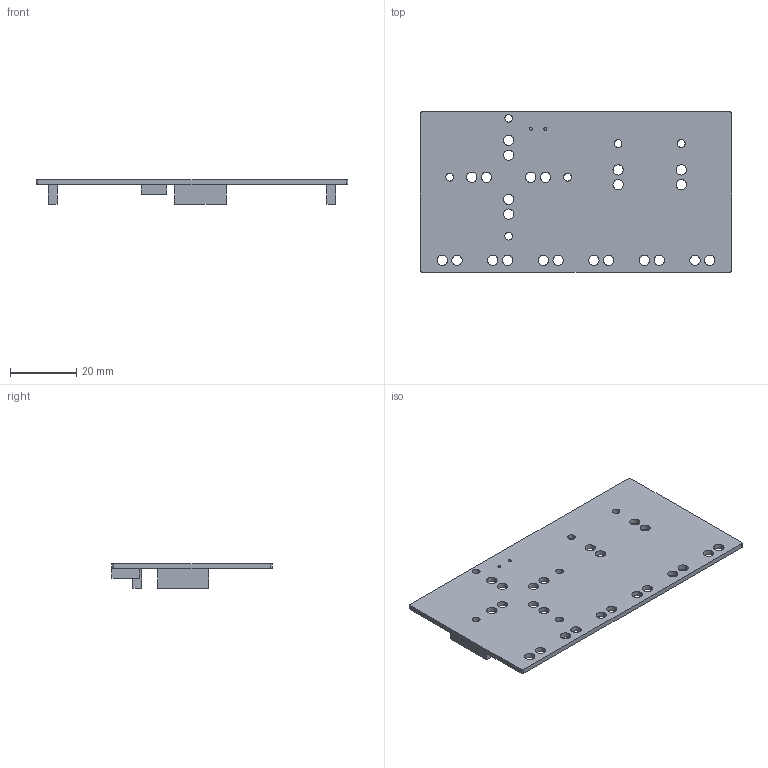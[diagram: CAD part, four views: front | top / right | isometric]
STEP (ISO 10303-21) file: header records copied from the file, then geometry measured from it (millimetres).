
FILE_DESCRIPTION(/* description */ (''),/* implementation_level */ '2;1');
FILE_NAME(/* name */ 'MakeyMakey.step',/* time_stamp */ '2022-11-28T14:54:25+01:00',/* author */ (''),/* organization */ (''),/* preprocessor_version */ 'ST-DEVELOPER v19.2',/* originating_system */ 'Autodesk Translation Framework v11.17.0.187',/* authorisation */ '');
FILE_SCHEMA (('AUTOMOTIVE_DESIGN { 1 0 10303 214 3 1 1 }'));
Length unit declared in the file: millimetre
Products named in the file (1): MakeyMakey
Bounding box: 93.98 x 48.26 x 7.5 mm (x, y, z)
Volume: 7409 mm3; surface area: 10495.3 mm2
Topology: 4 solids, 4 shells, 66 faces, 168 edges, 112 vertices
Faces by surface type: cylinder 36, plane 30
Full cylindrical faces by diameter (mm): 0.9 x2, 2.3 x6, 3.105 x24
Entity records: 2174 total; most frequent: DIRECTION 374, CARTESIAN_POINT 347, ORIENTED_EDGE 336, EDGE_CURVE 168, AXIS2_PLACEMENT_3D 139, EDGE_LOOP 128, VERTEX_POINT 112, LINE 96
